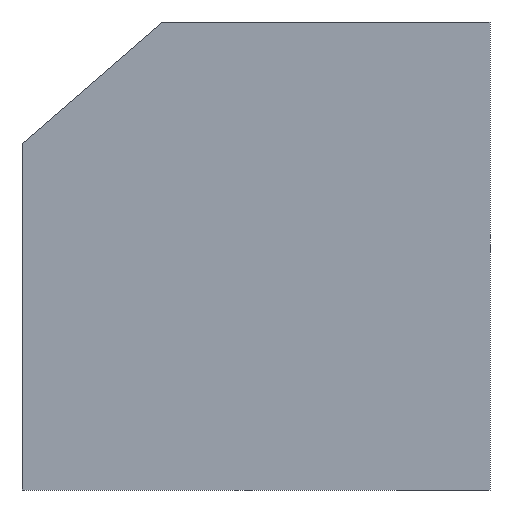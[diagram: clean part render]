
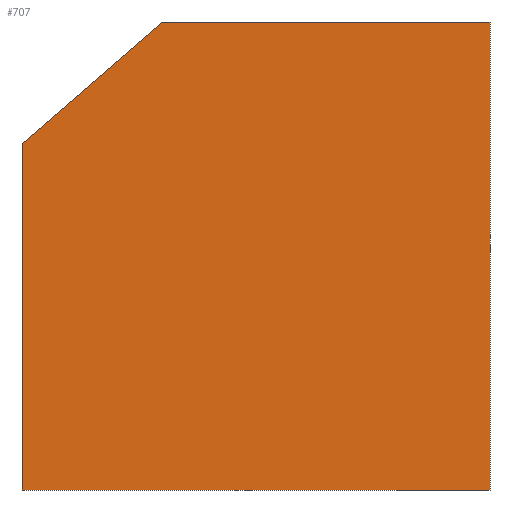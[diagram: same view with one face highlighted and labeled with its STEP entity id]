
A CAD part, left-side view. The second image highlights one B-rep face of the part: STEP entity #707.
In plain terms, the highlighted planar face has unit normal (-1, 0, 0).
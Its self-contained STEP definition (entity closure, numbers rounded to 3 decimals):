
#510=(GEOMETRIC_REPRESENTATION_CONTEXT(2) PARAMETRIC_REPRESENTATION_CONTEXT() 
REPRESENTATION_CONTEXT('pcurve representation',
'2D parameter range of basis surface'));
#513=PLANE('',#517);
#514=CARTESIAN_POINT('',(40.,0.,50.));
#515=DIRECTION('',(1.,0.,0.));
#516=DIRECTION('',(0.,0.,1.));
#517=AXIS2_PLACEMENT_3D('',#514,#516,#515);
#551=PLANE('',#555);
#552=CARTESIAN_POINT('',(30.,0.,0.));
#553=DIRECTION('',(0.,-1.,0.));
#554=DIRECTION('',(0.,0.,1.));
#555=AXIS2_PLACEMENT_3D('',#552,#554,#553);
#570=PLANE('',#574);
#571=CARTESIAN_POINT('',(40.,50.,37.));
#572=DIRECTION('',(1.,0.,0.));
#573=DIRECTION('',(0.,1.,0.));
#574=AXIS2_PLACEMENT_3D('',#571,#573,#572);
#589=PLANE('',#593);
#590=CARTESIAN_POINT('',(40.,50.,37.));
#591=DIRECTION('',(1.,0.,0.));
#592=DIRECTION('',(0.,-0.655,-0.756));
#593=AXIS2_PLACEMENT_3D('',#590,#592,#591);
#627=PLANE('',#631);
#628=CARTESIAN_POINT('',(0.,0.,0.));
#629=DIRECTION('',(0.,0.,-1.));
#630=DIRECTION('',(1.,0.,0.));
#631=AXIS2_PLACEMENT_3D('',#628,#630,#629);
#632=LINE('',#633,#635);
#633=CARTESIAN_POINT('',(0.,0.,0.));
#634=DIRECTION('',(0.,0.,1.));
#635=VECTOR('',#634,1.);
#636=B_SPLINE_CURVE_WITH_KNOTS('',1,(#637,#638),.UNSPECIFIED.,.F.,.U.,(2,2),(0.,
1.),.PIECEWISE_BEZIER_KNOTS.);
#637=CARTESIAN_POINT('',(0.,0.));
#638=CARTESIAN_POINT('',(-50.,0.));
#639=DEFINITIONAL_REPRESENTATION('',(#636),#510);
#640=PCURVE('',#627,#639);
#641=PLANE('',#645);
#642=CARTESIAN_POINT('',(40.,0.,100.));
#643=DIRECTION('',(1.,0.,0.));
#644=DIRECTION('',(0.,1.,0.));
#645=AXIS2_PLACEMENT_3D('',#642,#644,#643);
#646=B_SPLINE_CURVE_WITH_KNOTS('',1,(#647,#648),.UNSPECIFIED.,.F.,.U.,(2,2),(0.,
1.),.PIECEWISE_BEZIER_KNOTS.);
#647=CARTESIAN_POINT('',(-40.,100.));
#648=CARTESIAN_POINT('',(-40.,50.));
#649=DEFINITIONAL_REPRESENTATION('',(#646),#510);
#650=PCURVE('',#641,#649);
#651=LINE('',#652,#654);
#652=CARTESIAN_POINT('',(0.,0.,50.));
#653=DIRECTION('',(0.,-1.,0.));
#654=VECTOR('',#653,1.);
#655=B_SPLINE_CURVE_WITH_KNOTS('',1,(#656,#657),.UNSPECIFIED.,.F.,.U.,(2,2),(0.,
1.),.PIECEWISE_BEZIER_KNOTS.);
#656=CARTESIAN_POINT('',(-50.,35.));
#657=CARTESIAN_POINT('',(-50.,0.));
#658=DEFINITIONAL_REPRESENTATION('',(#655),#510);
#659=PCURVE('',#627,#658);
#660=B_SPLINE_CURVE_WITH_KNOTS('',1,(#661,#662),.UNSPECIFIED.,.F.,.U.,(2,2),(0.,
1.),.PIECEWISE_BEZIER_KNOTS.);
#661=CARTESIAN_POINT('',(-40.,35.));
#662=CARTESIAN_POINT('',(-40.,0.));
#663=DEFINITIONAL_REPRESENTATION('',(#660),#510);
#664=PCURVE('',#513,#663);
#665=LINE('',#666,#668);
#666=CARTESIAN_POINT('',(0.,39.759,45.876));
#667=DIRECTION('',(0.,0.756,-0.655));
#668=VECTOR('',#667,1.);
#669=B_SPLINE_CURVE_WITH_KNOTS('',1,(#670,#671),.UNSPECIFIED.,.F.,.U.,(2,2),(0.,
1.),.PIECEWISE_BEZIER_KNOTS.);
#670=CARTESIAN_POINT('',(-50.,35.));
#671=CARTESIAN_POINT('',(-37.,50.));
#672=DEFINITIONAL_REPRESENTATION('',(#669),#510);
#673=PCURVE('',#627,#672);
#674=B_SPLINE_CURVE_WITH_KNOTS('',1,(#675,#676),.UNSPECIFIED.,.F.,.U.,(2,2),(0.,
1.),.PIECEWISE_BEZIER_KNOTS.);
#675=CARTESIAN_POINT('',(-40.,19.849));
#676=CARTESIAN_POINT('',(-40.,0.));
#677=DEFINITIONAL_REPRESENTATION('',(#674),#510);
#678=PCURVE('',#589,#677);
#679=LINE('',#680,#682);
#680=CARTESIAN_POINT('',(0.,50.,0.));
#681=DIRECTION('',(0.,0.,1.));
#682=VECTOR('',#681,1.);
#683=B_SPLINE_CURVE_WITH_KNOTS('',1,(#684,#685),.UNSPECIFIED.,.F.,.U.,(2,2),(0.,
1.),.PIECEWISE_BEZIER_KNOTS.);
#684=CARTESIAN_POINT('',(0.,50.));
#685=CARTESIAN_POINT('',(-37.,50.));
#686=DEFINITIONAL_REPRESENTATION('',(#683),#510);
#687=PCURVE('',#627,#686);
#688=B_SPLINE_CURVE_WITH_KNOTS('',1,(#689,#690),.UNSPECIFIED.,.F.,.U.,(2,2),(0.,
1.),.PIECEWISE_BEZIER_KNOTS.);
#689=CARTESIAN_POINT('',(-40.,37.));
#690=CARTESIAN_POINT('',(-40.,0.));
#691=DEFINITIONAL_REPRESENTATION('',(#688),#510);
#692=PCURVE('',#570,#691);
#693=LINE('',#694,#696);
#694=CARTESIAN_POINT('',(0.,0.,0.));
#695=DIRECTION('',(0.,-1.,0.));
#696=VECTOR('',#695,1.);
#697=B_SPLINE_CURVE_WITH_KNOTS('',1,(#698,#699),.UNSPECIFIED.,.F.,.U.,(2,2),(0.,
1.),.PIECEWISE_BEZIER_KNOTS.);
#698=CARTESIAN_POINT('',(0.,50.));
#699=CARTESIAN_POINT('',(0.,0.));
#700=DEFINITIONAL_REPRESENTATION('',(#697),#510);
#701=PCURVE('',#627,#700);
#702=B_SPLINE_CURVE_WITH_KNOTS('',1,(#703,#704),.UNSPECIFIED.,.F.,.U.,(2,2),(0.,
1.),.PIECEWISE_BEZIER_KNOTS.);
#703=CARTESIAN_POINT('',(-50.,-30.));
#704=CARTESIAN_POINT('',(0.,-30.));
#705=DEFINITIONAL_REPRESENTATION('',(#702),#510);
#706=PCURVE('',#551,#705);
#707=ADVANCED_FACE('',(#734),#627,.F.);
#708=CARTESIAN_POINT('',(0.,0.,0.));
#709=VERTEX_POINT('',#708);
#710=CARTESIAN_POINT('',(0.,0.,50.));
#711=VERTEX_POINT('',#710);
#712=EDGE_CURVE('',#709,#711,#713,.T.);
#713=SURFACE_CURVE('',#632,(#640,#650),.PCURVE_S1.);
#714=CARTESIAN_POINT('',(0.,35.,50.));
#715=VERTEX_POINT('',#714);
#716=EDGE_CURVE('',#715,#711,#717,.T.);
#717=SURFACE_CURVE('',#651,(#659,#664),.PCURVE_S1.);
#718=CARTESIAN_POINT('',(0.,50.,37.));
#719=VERTEX_POINT('',#718);
#720=EDGE_CURVE('',#715,#719,#721,.T.);
#721=SURFACE_CURVE('',#665,(#673,#678),.PCURVE_S1.);
#722=CARTESIAN_POINT('',(0.,50.,0.));
#723=VERTEX_POINT('',#722);
#724=EDGE_CURVE('',#723,#719,#725,.T.);
#725=SURFACE_CURVE('',#679,(#687,#692),.PCURVE_S1.);
#726=EDGE_CURVE('',#723,#709,#727,.T.);
#727=SURFACE_CURVE('',#693,(#701,#706),.PCURVE_S1.);
#728=ORIENTED_EDGE('',*,*,#712,.T.);
#729=ORIENTED_EDGE('',*,*,#716,.F.);
#730=ORIENTED_EDGE('',*,*,#720,.T.);
#731=ORIENTED_EDGE('',*,*,#724,.F.);
#732=ORIENTED_EDGE('',*,*,#726,.T.);
#733=EDGE_LOOP('',(#728,#729,#730,#731,#732));
#734=FACE_OUTER_BOUND('',#733,.T.);
